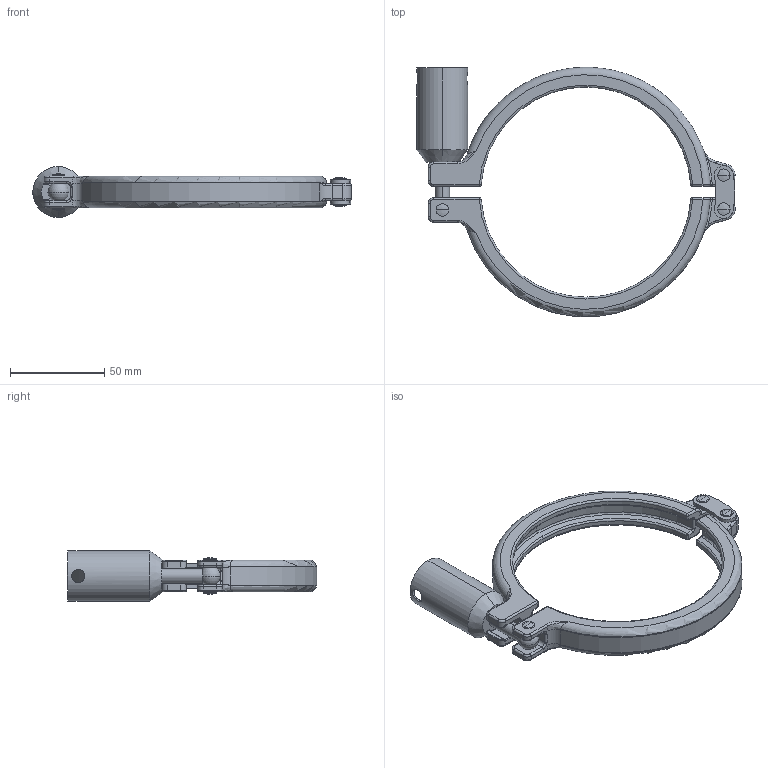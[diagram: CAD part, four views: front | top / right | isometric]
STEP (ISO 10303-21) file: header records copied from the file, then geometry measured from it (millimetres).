
FILE_DESCRIPTION (( 'STEP AP214' ), '1' );
FILE_NAME ('CL.SAFS.0400 BLOCK.STEP', '2019-04-16T14:18:50', ( '' ), ( '' ), 'SwSTEP 2.0', 'SolidWorks 2019', '' );
FILE_SCHEMA (( 'AUTOMOTIVE_DESIGN' ));
Length unit declared in the file: millimetre
Products named in the file (1): CL.SAFS.0400 BLOCK
Bounding box: 169.13 x 132.53 x 27 mm (x, y, z)
Volume: 71193.2 mm3; surface area: 36981.8 mm2
Topology: 3 solids, 3 shells, 389 faces, 904 edges, 513 vertices
Faces by surface type: cylinder 155, torus 75, plane 57, bspline 50, sphere 36, cone 16
Entity records: 13331 total; most frequent: CARTESIAN_POINT 4637, DIRECTION 1937, ORIENTED_EDGE 1758, EDGE_CURVE 879, AXIS2_PLACEMENT_3D 838, VERTEX_POINT 512, CIRCLE 498, EDGE_LOOP 419
